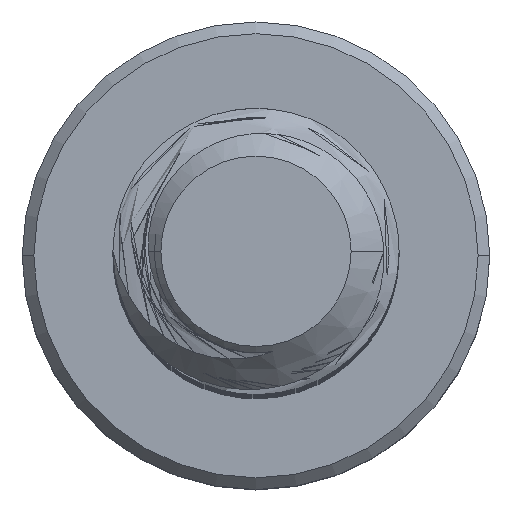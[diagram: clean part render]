
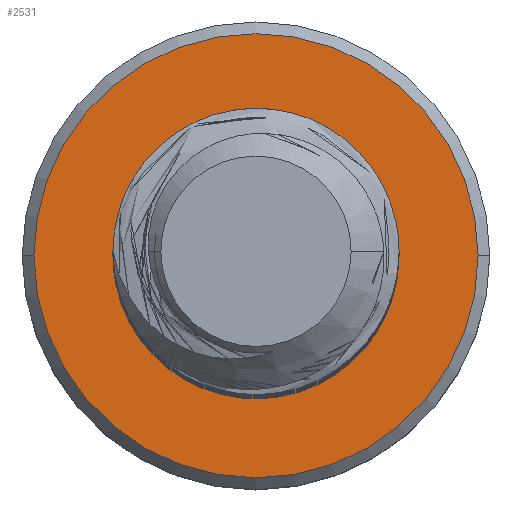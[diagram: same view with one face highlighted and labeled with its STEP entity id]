
A CAD part, top view. The second image highlights one B-rep face of the part: STEP entity #2531.
In plain terms, the highlighted planar face has unit normal (0, 0, 1).
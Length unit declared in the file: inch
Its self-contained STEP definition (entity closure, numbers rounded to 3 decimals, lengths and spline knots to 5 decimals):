
#39 = CARTESIAN_POINT ( 'NONE',  ( 0.08693, 0., -1. ) ) ;
#64 = CARTESIAN_POINT ( 'NONE',  ( -0.08693, 0., -1. ) ) ;
#119 = AXIS2_PLACEMENT_3D ( 'NONE', #5832, #5831, #5830 ) ;
#146 = AXIS2_PLACEMENT_3D ( 'NONE', #9395, #9393, #9392 ) ;
#186 = AXIS2_PLACEMENT_3D ( 'NONE', #2028, #2019, #2018 ) ;
#207 = CARTESIAN_POINT ( 'NONE',  ( 0., -0.03976, -1. ) ) ;
#222 = AXIS2_PLACEMENT_3D ( 'NONE', #1750, #1693, #1733 ) ;
#224 = CARTESIAN_POINT ( 'NONE',  ( 0.02786, -0.02837, -1. ) ) ;
#275 = CARTESIAN_POINT ( 'NONE',  ( 0., 0.056, -1. ) ) ;
#276 = CARTESIAN_POINT ( 'NONE',  ( -0.03924, 0.03996, -1. ) ) ;
#635 = CARTESIAN_POINT ( 'NONE',  ( 0., 0.056, -1. ) ) ;
#802 = CARTESIAN_POINT ( 'NONE',  ( 0.02786, -0.02837, -1. ) ) ;
#803 = CARTESIAN_POINT ( 'NONE',  ( 0.03183, -0.02564, -1. ) ) ;
#804 = CARTESIAN_POINT ( 'NONE',  ( 0.03516, -0.0222, -1. ) ) ;
#805 = CARTESIAN_POINT ( 'NONE',  ( 0.0406, -0.01429, -1. ) ) ;
#806 = CARTESIAN_POINT ( 'NONE',  ( 0.01822, 0.05072, -1. ) ) ;
#807 = CARTESIAN_POINT ( 'NONE',  ( 0.00938, 0.0543, -1. ) ) ;
#808 = CARTESIAN_POINT ( 'NONE',  ( 0.00478, 0.05547, -1. ) ) ;
#810 = CARTESIAN_POINT ( 'NONE',  ( 0.04263, -0.01, -1. ) ) ;
#811 = CARTESIAN_POINT ( 'NONE',  ( 0.04531, -0.00075, -1. ) ) ;
#812 = CARTESIAN_POINT ( 'NONE',  ( 0.04588, 0.00396, -1. ) ) ;
#813 = CARTESIAN_POINT ( 'NONE',  ( 0.04552, 0.01355, -1. ) ) ;
#814 = CARTESIAN_POINT ( 'NONE',  ( 0.04458, 0.01823, -1. ) ) ;
#815 = CARTESIAN_POINT ( 'NONE',  ( 0.03962, 0.03158, -1. ) ) ;
#816 = CARTESIAN_POINT ( 'NONE',  ( 0.03365, 0.03959, -1. ) ) ;
#817 = CARTESIAN_POINT ( 'NONE',  ( 0.0224, 0.04831, -1. ) ) ;
#931 = CARTESIAN_POINT ( 'NONE',  ( 0., -0.03976, -1. ) ) ;
#967 = CARTESIAN_POINT ( 'NONE',  ( -0.03924, 0.03996, -1. ) ) ;
#968 = CARTESIAN_POINT ( 'NONE',  ( -0.04222, 0.03619, -1. ) ) ;
#969 = CARTESIAN_POINT ( 'NONE',  ( -0.04472, 0.03206, -1. ) ) ;
#972 = CARTESIAN_POINT ( 'NONE',  ( -0.0486, 0.0234, -1. ) ) ;
#973 = CARTESIAN_POINT ( 'NONE',  ( -0.04995, 0.01873, -1. ) ) ;
#974 = CARTESIAN_POINT ( 'NONE',  ( -0.05126, 0.00932, -1. ) ) ;
#976 = CARTESIAN_POINT ( 'NONE',  ( -0.05125, 0.0045, -1. ) ) ;
#980 = CARTESIAN_POINT ( 'NONE',  ( -0.04986, -0.00494, -1. ) ) ;
#981 = CARTESIAN_POINT ( 'NONE',  ( -0.04851, -0.00951, -1. ) ) ;
#982 = CARTESIAN_POINT ( 'NONE',  ( -0.04248, -0.0226, -1. ) ) ;
#983 = CARTESIAN_POINT ( 'NONE',  ( -0.03603, -0.03008, -1. ) ) ;
#986 = CARTESIAN_POINT ( 'NONE',  ( -0.01926, -0.0395, -1. ) ) ;
#988 = CARTESIAN_POINT ( 'NONE',  ( -0.00951, -0.04126, -1. ) ) ;
#1362 = B_SPLINE_CURVE_WITH_KNOTS ( 'NONE', 3,
 ( #931, #988, #986, #983, #982, #981, #980, #976, #974, #973, #972, #969, #968, #967 ),
 .UNSPECIFIED., .F., .F.,
 ( 4, 2, 2, 2, 2, 2, 4 ),
 ( 0., 0.00072, 0.00145, 0.00181, 0.00217, 0.00253, 0.00289 ),
 .UNSPECIFIED. ) ;
#1364 = B_SPLINE_CURVE_WITH_KNOTS ( 'NONE', 3,
 ( #635, #808, #807, #806, #817, #816, #815, #814, #813, #812, #811, #810, #805, #804, #803, #802 ),
 .UNSPECIFIED., .F., .F.,
 ( 4, 2, 2, 2, 2, 2, 2, 4 ),
 ( 0., 0.00036, 0.00072, 0.00145, 0.00181, 0.00217, 0.00253, 0.00289 ),
 .UNSPECIFIED. ) ;
#1693 = DIRECTION ( 'NONE',  ( 0., 0., -1. ) ) ;
#1733 = DIRECTION ( 'NONE',  ( 1., 0., 0. ) ) ;
#1750 = CARTESIAN_POINT ( 'NONE',  ( 0., 0., -1. ) ) ;
#2018 = DIRECTION ( 'NONE',  ( 1., 0., 0. ) ) ;
#2019 = DIRECTION ( 'NONE',  ( 0., 0., 1. ) ) ;
#2028 = CARTESIAN_POINT ( 'NONE',  ( 0., 0., -1. ) ) ;
#2531 = ADVANCED_FACE ( 'NONE', ( #6434, #6426 ), #7310, .F. ) ;
#4103 = ORIENTED_EDGE ( 'NONE', *, *, #5188, .T. ) ;
#4104 = ORIENTED_EDGE ( 'NONE', *, *, #4950, .T. ) ;
#4107 = ORIENTED_EDGE ( 'NONE', *, *, #5110, .F. ) ;
#4467 = ORIENTED_EDGE ( 'NONE', *, *, #5264, .T. ) ;
#4648 = ORIENTED_EDGE ( 'NONE', *, *, #5299, .T. ) ;
#4673 = ORIENTED_EDGE ( 'NONE', *, *, #4856, .T. ) ;
#4856 = EDGE_CURVE ( 'NONE', #9067, #9069, #6244, .T. ) ;
#4950 = EDGE_CURVE ( 'NONE', #9069, #9067, #6172, .T. ) ;
#5110 = EDGE_CURVE ( 'NONE', #9237, #9236, #6044, .T. ) ;
#5188 = EDGE_CURVE ( 'NONE', #8723, #8726, #5940, .T. ) ;
#5264 = EDGE_CURVE ( 'NONE', #8726, #9236, #1362, .T. ) ;
#5299 = EDGE_CURVE ( 'NONE', #9237, #8723, #1364, .T. ) ;
#5830 = DIRECTION ( 'NONE',  ( -1., 0., 0. ) ) ;
#5831 = DIRECTION ( 'NONE',  ( 0., 0., 1. ) ) ;
#5832 = CARTESIAN_POINT ( 'NONE',  ( 0., 0., -1. ) ) ;
#5940 = CIRCLE ( 'NONE', #222, 0.03976 ) ;
#6044 = CIRCLE ( 'NONE', #186, 0.056 ) ;
#6172 = CIRCLE ( 'NONE', #146, 0.08693 ) ;
#6244 = CIRCLE ( 'NONE', #119, 0.08693 ) ;
#6426 = FACE_BOUND ( 'NONE', #6988, .T. ) ;
#6434 = FACE_OUTER_BOUND ( 'NONE', #7053, .T. ) ;
#6988 = EDGE_LOOP ( 'NONE', ( #4107, #4648, #4103, #4467 ) ) ;
#7053 = EDGE_LOOP ( 'NONE', ( #4104, #4673 ) ) ;
#7197 = CARTESIAN_POINT ( 'NONE',  ( 0., 0., -1. ) ) ;
#7307 = DIRECTION ( 'NONE',  ( -1., 0., 0. ) ) ;
#7309 = DIRECTION ( 'NONE',  ( 0., 0., -1. ) ) ;
#7310 = PLANE ( 'NONE',  #8713 ) ;
#8713 = AXIS2_PLACEMENT_3D ( 'NONE', #7197, #7309, #7307 ) ;
#8723 = VERTEX_POINT ( 'NONE', #224 ) ;
#8726 = VERTEX_POINT ( 'NONE', #207 ) ;
#9067 = VERTEX_POINT ( 'NONE', #39 ) ;
#9069 = VERTEX_POINT ( 'NONE', #64 ) ;
#9236 = VERTEX_POINT ( 'NONE', #276 ) ;
#9237 = VERTEX_POINT ( 'NONE', #275 ) ;
#9392 = DIRECTION ( 'NONE',  ( -1., 0., 0. ) ) ;
#9393 = DIRECTION ( 'NONE',  ( 0., 0., 1. ) ) ;
#9395 = CARTESIAN_POINT ( 'NONE',  ( 0., 0., -1. ) ) ;
